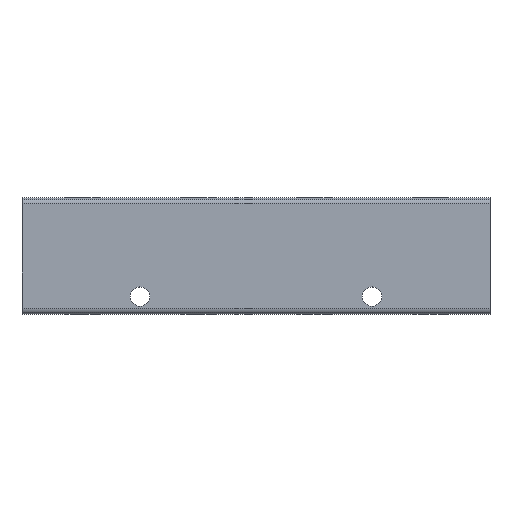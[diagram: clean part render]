
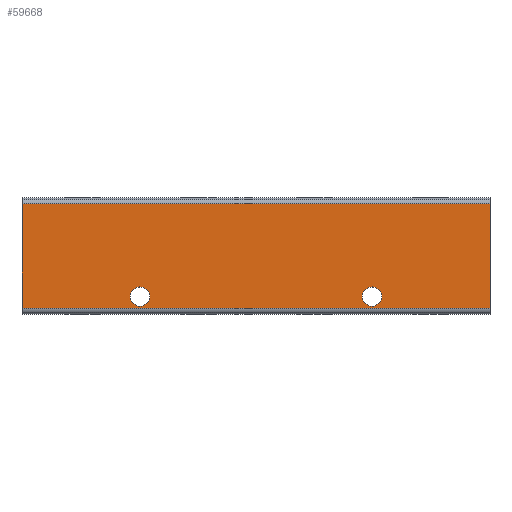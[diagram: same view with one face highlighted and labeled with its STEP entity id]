
A CAD part, top view. The second image highlights one B-rep face of the part: STEP entity #59668.
In plain terms, the highlighted planar face has unit normal (0, 0, 1).
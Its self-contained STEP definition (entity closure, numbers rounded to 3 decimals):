
#143=CARTESIAN_POINT('',(62.5,-10.5,10.0));
#144=VERTEX_POINT('',#143);
#160=CARTESIAN_POINT('',(57.5,-10.5,10.0));
#161=VERTEX_POINT('',#160);
#168=CARTESIAN_POINT('',(60.0,-10.5,10.0));
#169=DIRECTION('',(0.0,0.0,-1.0));
#170=DIRECTION('',(1.0,0.0,0.0));
#171=AXIS2_PLACEMENT_3D('',#168,#169,#170);
#172=CIRCLE('',#171,2.5);
#173=EDGE_CURVE('',#144,#161,#172,.T.);
#185=CARTESIAN_POINT('',(2.5,-10.5,10.0));
#186=VERTEX_POINT('',#185);
#202=CARTESIAN_POINT('',(-2.5,-10.5,10.0));
#203=VERTEX_POINT('',#202);
#210=CARTESIAN_POINT('',(0.,-10.5,10.0));
#211=DIRECTION('',(0.0,0.0,-1.0));
#212=DIRECTION('',(1.0,0.0,0.0));
#213=AXIS2_PLACEMENT_3D('',#210,#211,#212);
#214=CIRCLE('',#213,2.5);
#215=EDGE_CURVE('',#186,#203,#214,.T.);
#811=CARTESIAN_POINT('',(90.5,-13.5,10.0));
#812=VERTEX_POINT('',#811);
#820=CARTESIAN_POINT('',(-30.5,-13.5,10.0));
#821=VERTEX_POINT('',#820);
#822=CARTESIAN_POINT('',(90.5,-13.5,10.0));
#823=DIRECTION('',(-1.0,0.0,0.0));
#824=VECTOR('',#823,121.);
#825=LINE('',#822,#824);
#826=EDGE_CURVE('',#812,#821,#825,.T.);
#937=CARTESIAN_POINT('',(-30.5,13.5,10.0));
#938=VERTEX_POINT('',#937);
#946=CARTESIAN_POINT('',(90.5,13.5,10.0));
#947=VERTEX_POINT('',#946);
#948=CARTESIAN_POINT('',(-30.5,13.5,10.0));
#949=DIRECTION('',(1.0,0.0,0.0));
#950=VECTOR('',#949,121.);
#951=LINE('',#948,#950);
#952=EDGE_CURVE('',#938,#947,#951,.T.);
#59419=CARTESIAN_POINT('',(90.5,13.5,10.0));
#59420=DIRECTION('',(0.0,-1.0,0.0));
#59421=VECTOR('',#59420,27.0);
#59422=LINE('',#59419,#59421);
#59423=EDGE_CURVE('',#947,#812,#59422,.T.);
#59632=CARTESIAN_POINT('',(0.,0.,10.0));
#59633=DIRECTION('',(0.0,0.0,1.0));
#59634=DIRECTION('',(1.0,0.0,0.0));
#59635=AXIS2_PLACEMENT_3D('',#59632,#59633,#59634);
#59636=PLANE('',#59635);
#59637=ORIENTED_EDGE('',*,*,#952,.F.);
#59638=CARTESIAN_POINT('',(-30.5,-13.5,10.0));
#59639=DIRECTION('',(0.0,1.0,0.0));
#59640=VECTOR('',#59639,27.0);
#59641=LINE('',#59638,#59640);
#59642=EDGE_CURVE('',#821,#938,#59641,.T.);
#59643=ORIENTED_EDGE('',*,*,#59642,.F.);
#59644=ORIENTED_EDGE('',*,*,#826,.F.);
#59645=ORIENTED_EDGE('',*,*,#59423,.F.);
#59646=EDGE_LOOP('',(#59637,#59643,#59644,#59645));
#59647=FACE_OUTER_BOUND('',#59646,.T.);
#59648=ORIENTED_EDGE('',*,*,#173,.T.);
#59649=CARTESIAN_POINT('',(60.0,-10.5,10.0));
#59650=DIRECTION('',(0.0,0.0,-1.0));
#59651=DIRECTION('',(1.0,0.0,0.0));
#59652=AXIS2_PLACEMENT_3D('',#59649,#59650,#59651);
#59653=CIRCLE('',#59652,2.5);
#59654=EDGE_CURVE('',#161,#144,#59653,.T.);
#59655=ORIENTED_EDGE('',*,*,#59654,.T.);
#59656=EDGE_LOOP('',(#59648,#59655));
#59657=FACE_BOUND('',#59656,.T.);
#59658=ORIENTED_EDGE('',*,*,#215,.T.);
#59659=CARTESIAN_POINT('',(0.,-10.5,10.0));
#59660=DIRECTION('',(0.0,0.0,-1.0));
#59661=DIRECTION('',(1.0,0.0,0.0));
#59662=AXIS2_PLACEMENT_3D('',#59659,#59660,#59661);
#59663=CIRCLE('',#59662,2.5);
#59664=EDGE_CURVE('',#203,#186,#59663,.T.);
#59665=ORIENTED_EDGE('',*,*,#59664,.T.);
#59666=EDGE_LOOP('',(#59658,#59665));
#59667=FACE_BOUND('',#59666,.T.);
#59668=ADVANCED_FACE('',(#59647,#59657,#59667),#59636,.T.);
